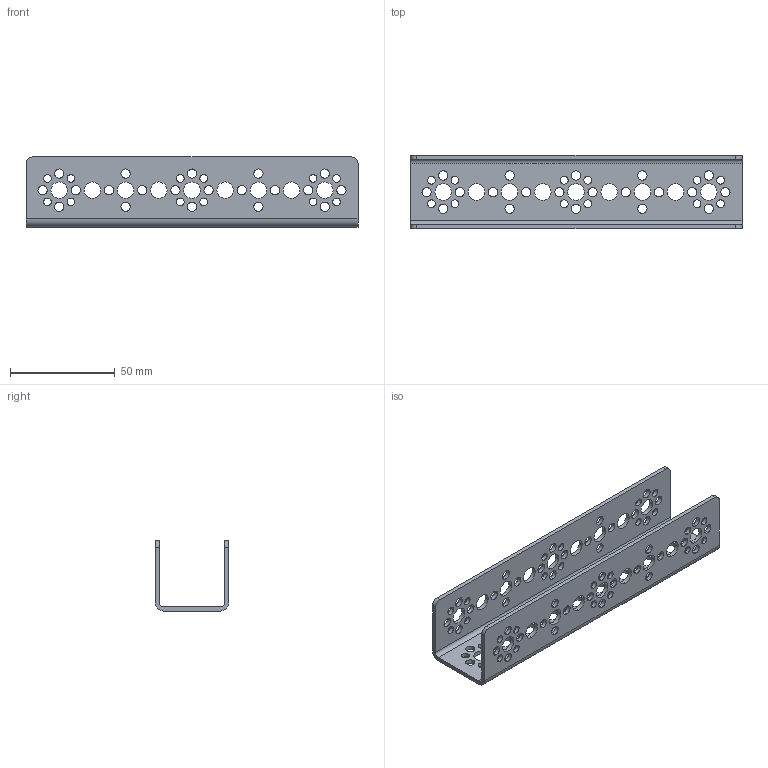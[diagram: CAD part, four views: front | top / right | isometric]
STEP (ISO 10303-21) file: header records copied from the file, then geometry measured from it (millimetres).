
FILE_DESCRIPTION (( 'STEP AP214' ), '1' );
FILE_NAME ('User Library-TX 160 MM Channel.STEP', '2015-12-04T02:26:11', ( 'Windows User' ), ( '' ), 'SwSTEP 2.0', 'SolidWorks 2016', '' );
FILE_SCHEMA (( 'AUTOMOTIVE_DESIGN' ));
Length unit declared in the file: inch
Products named in the file (1): User Library-TX 160 MM Channel
Bounding box: 158.75 x 35.19 x 33.47 mm (x, y, z)
Volume: 24795.9 mm3; surface area: 29853.2 mm2
Topology: 1 solids, 1 shells, 264 faces, 786 edges, 524 vertices
Faces by surface type: cylinder 254, plane 10
Entity records: 9710 total; most frequent: DIRECTION 1824, CARTESIAN_POINT 1575, ORIENTED_EDGE 1572, EDGE_CURVE 786, AXIS2_PLACEMENT_3D 773, VERTEX_POINT 524, EDGE_LOOP 510, CIRCLE 508
